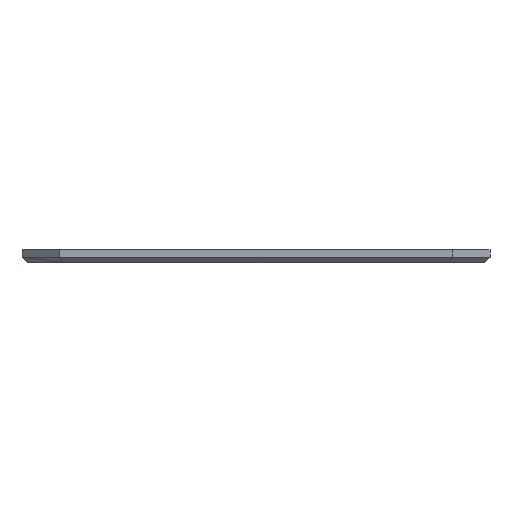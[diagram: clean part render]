
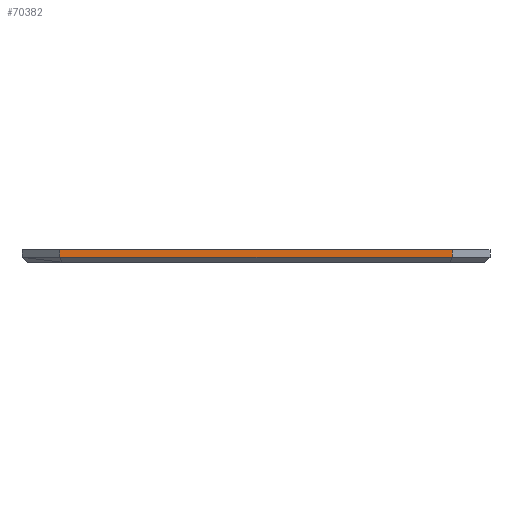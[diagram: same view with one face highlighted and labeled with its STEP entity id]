
A CAD part, left-side view. The second image highlights one B-rep face of the part: STEP entity #70382.
In plain terms, the highlighted planar face has unit normal (-1, 0, 0).
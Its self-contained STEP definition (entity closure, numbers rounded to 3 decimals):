
#7692 = VERTEX_POINT('',#7693);
#7693 = CARTESIAN_POINT('',(-432.982,236.185,2.));
#32834 = VERTEX_POINT('',#32835);
#32835 = CARTESIAN_POINT('',(-432.982,236.185,5.));
#32841 = EDGE_CURVE('',#32834,#32842,#32844,.T.);
#32842 = VERTEX_POINT('',#32843);
#32843 = CARTESIAN_POINT('',(-432.982,81.185,5.));
#32844 = LINE('',#32845,#32846);
#32845 = CARTESIAN_POINT('',(-432.982,236.185,5.));
#32846 = VECTOR('',#32847,1.);
#32847 = DIRECTION('',(0.,-1.,0.));
#46067 = EDGE_CURVE('',#7692,#32834,#46068,.T.);
#46068 = LINE('',#46069,#46070);
#46069 = CARTESIAN_POINT('',(-432.982,236.185,2.));
#46070 = VECTOR('',#46071,1.);
#46071 = DIRECTION('',(0.,0.,1.));
#51428 = VERTEX_POINT('',#51429);
#51429 = CARTESIAN_POINT('',(-432.982,81.185,2.));
#51459 = EDGE_CURVE('',#32842,#51428,#51460,.T.);
#51460 = LINE('',#51461,#51462);
#51461 = CARTESIAN_POINT('',(-432.982,81.185,5.));
#51462 = VECTOR('',#51463,1.);
#51463 = DIRECTION('',(0.,0.,-1.));
#70382 = ADVANCED_FACE('',(#70383),#70394,.T.);
#70383 = FACE_BOUND('',#70384,.T.);
#70384 = EDGE_LOOP('',(#70385,#70391,#70392,#70393));
#70385 = ORIENTED_EDGE('',*,*,#70386,.T.);
#70386 = EDGE_CURVE('',#7692,#51428,#70387,.T.);
#70387 = LINE('',#70388,#70389);
#70388 = CARTESIAN_POINT('',(-432.982,236.185,2.));
#70389 = VECTOR('',#70390,1.);
#70390 = DIRECTION('',(0.,-1.,0.));
#70391 = ORIENTED_EDGE('',*,*,#51459,.F.);
#70392 = ORIENTED_EDGE('',*,*,#32841,.F.);
#70393 = ORIENTED_EDGE('',*,*,#46067,.F.);
#70394 = PLANE('',#70395);
#70395 = AXIS2_PLACEMENT_3D('',#70396,#70397,#70398);
#70396 = CARTESIAN_POINT('',(-432.982,158.685,3.5));
#70397 = DIRECTION('',(-1.,-0.,-0.));
#70398 = DIRECTION('',(0.,0.,-1.));
